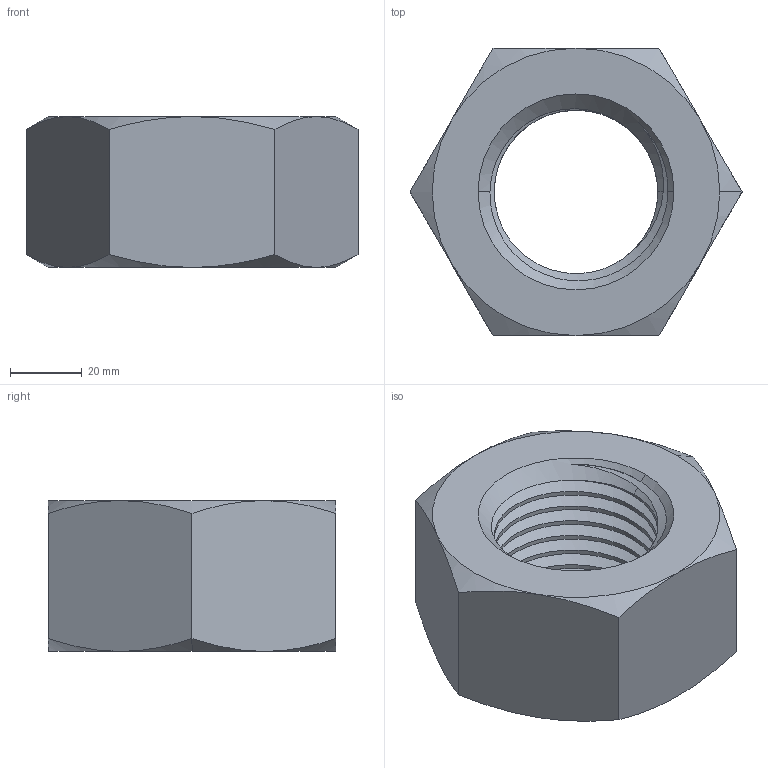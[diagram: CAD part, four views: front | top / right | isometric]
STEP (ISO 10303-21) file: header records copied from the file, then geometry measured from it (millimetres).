
FILE_DESCRIPTION (( 'STEP AP214' ), '1' );
FILE_NAME ('M52 Nut.STEP', '2019-05-01T13:52:09', ( '' ), ( '' ), 'SwSTEP 2.0', 'SolidWorks 2018', '' );
FILE_SCHEMA (( 'AUTOMOTIVE_DESIGN' ));
Length unit declared in the file: millimetre
Products named in the file (1): M52 Nut
Bounding box: 92.38 x 80 x 42 mm (x, y, z)
Volume: 153858.9 mm3; surface area: 28549.2 mm2
Topology: 1 solids, 1 shells, 45 faces, 113 edges, 70 vertices
Faces by surface type: cone 20, cylinder 15, plane 8, bspline 2
Entity records: 3189 total; most frequent: CARTESIAN_POINT 2222, ORIENTED_EDGE 226, DIRECTION 160, EDGE_CURVE 113, VERTEX_POINT 70, AXIS2_PLACEMENT_3D 66, EDGE_LOOP 47, FACE_OUTER_BOUND 45
